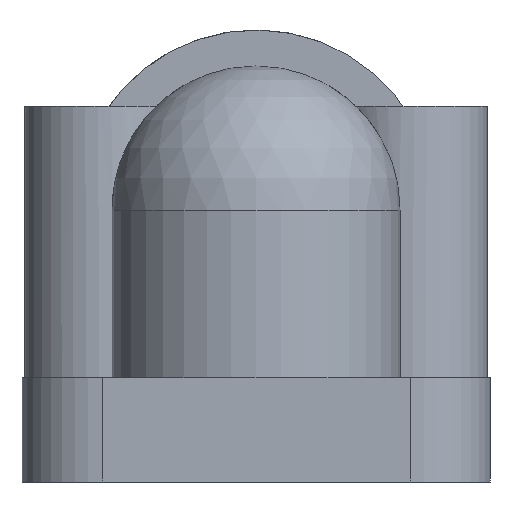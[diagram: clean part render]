
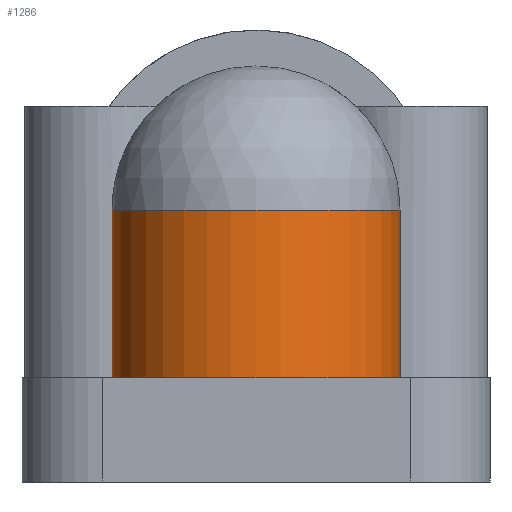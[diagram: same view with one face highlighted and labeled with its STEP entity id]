
A CAD part, front view. The second image highlights one B-rep face of the part: STEP entity #1286.
In plain terms, the highlighted cylindrical face has radius 18 mm (diameter 36 mm), a partial arc.
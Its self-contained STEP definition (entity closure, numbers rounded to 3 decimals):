
#69=LINE('',#1971,#110);
#71=LINE('',#1975,#112);
#110=VECTOR('',#1570,1000.);
#112=VECTOR('',#1574,1000.);
#141=CYLINDRICAL_SURFACE('',#1374,18.);
#252=ORIENTED_EDGE('',*,*,#459,.F.);
#253=ORIENTED_EDGE('',*,*,#457,.T.);
#254=ORIENTED_EDGE('',*,*,#460,.F.);
#255=ORIENTED_EDGE('',*,*,#455,.F.);
#455=EDGE_CURVE('',#552,#518,#69,.T.);
#457=EDGE_CURVE('',#553,#519,#71,.T.);
#459=EDGE_CURVE('',#553,#552,#615,.T.);
#460=EDGE_CURVE('',#518,#519,#616,.T.);
#518=VERTEX_POINT('',#1869);
#519=VERTEX_POINT('',#1871);
#552=VERTEX_POINT('',#1972);
#553=VERTEX_POINT('',#1976);
#615=CIRCLE('',#1375,18.);
#616=CIRCLE('',#1376,18.);
#672=EDGE_LOOP('',(#252,#253,#254,#255));
#764=FACE_BOUND('',#672,.T.);
#1286=ADVANCED_FACE('',(#764),#141,.T.);
#1374=AXIS2_PLACEMENT_3D('',#1978,#1576,#1577);
#1375=AXIS2_PLACEMENT_3D('',#1979,#1578,#1579);
#1376=AXIS2_PLACEMENT_3D('',#1980,#1580,#1581);
#1570=DIRECTION('',(0.,0.,1.));
#1574=DIRECTION('',(0.,0.,1.));
#1576=DIRECTION('',(0.,0.,-1.));
#1577=DIRECTION('',(1.,0.,0.));
#1578=DIRECTION('',(0.,0.,-1.));
#1579=DIRECTION('',(-1.,0.,0.));
#1580=DIRECTION('',(0.,0.,1.));
#1581=DIRECTION('',(1.,0.,0.));
#1869=CARTESIAN_POINT('',(-18.,0.,34.));
#1871=CARTESIAN_POINT('',(18.,0.,34.));
#1971=CARTESIAN_POINT('',(-18.,0.,34.));
#1972=CARTESIAN_POINT('',(-18.,0.,13.));
#1975=CARTESIAN_POINT('',(18.,0.,13.));
#1976=CARTESIAN_POINT('',(18.,0.,13.));
#1978=CARTESIAN_POINT('',(0.,0.,34.));
#1979=CARTESIAN_POINT('',(0.,0.,13.));
#1980=CARTESIAN_POINT('',(0.,0.,34.));
